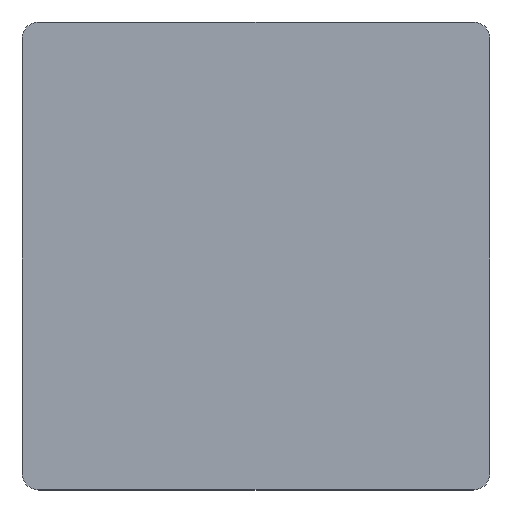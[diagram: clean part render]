
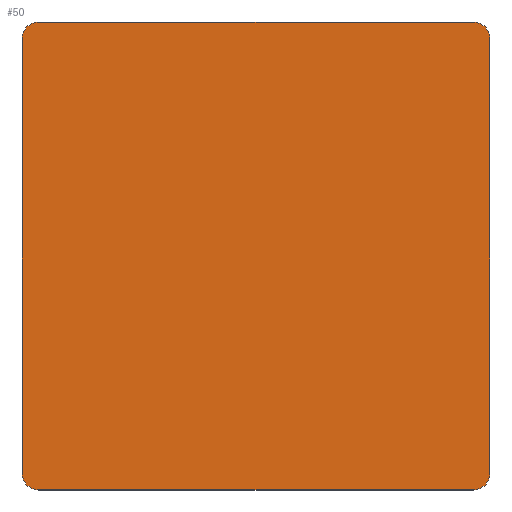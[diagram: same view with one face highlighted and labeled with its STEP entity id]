
A CAD part, top view. The second image highlights one B-rep face of the part: STEP entity #50.
In plain terms, the highlighted planar face has unit normal (0, 0, 1).
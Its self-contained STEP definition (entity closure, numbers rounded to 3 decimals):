
#16 = DIRECTION ( 'NONE',  ( 0., 1., 0. ) ) ;
#18 = VERTEX_POINT ( 'NONE', #210 ) ;
#20 = DIRECTION ( 'NONE',  ( 0., 0., 1. ) ) ;
#33 = DIRECTION ( 'NONE',  ( 0., 0., 1. ) ) ;
#38 = CARTESIAN_POINT ( 'NONE',  ( 28., 28., 7.5 ) ) ;
#50 = ADVANCED_FACE ( 'NONE', ( #148 ), #91, .T. ) ;
#52 = DIRECTION ( 'NONE',  ( 1., 0., 0. ) ) ;
#55 = ORIENTED_EDGE ( 'NONE', *, *, #121, .T. ) ;
#62 = LINE ( 'NONE', #310, #301 ) ;
#66 = CARTESIAN_POINT ( 'NONE',  ( 26., 26., 7.5 ) ) ;
#78 = EDGE_CURVE ( 'NONE', #350, #218, #374, .T. ) ;
#82 = ORIENTED_EDGE ( 'NONE', *, *, #297, .T. ) ;
#86 = ORIENTED_EDGE ( 'NONE', *, *, #78, .T. ) ;
#91 = PLANE ( 'NONE',  #237 ) ;
#92 = AXIS2_PLACEMENT_3D ( 'NONE', #194, #20, #256 ) ;
#98 = DIRECTION ( 'NONE',  ( 1., 0., 0. ) ) ;
#115 = VECTOR ( 'NONE', #16, 1000. ) ;
#121 = EDGE_CURVE ( 'NONE', #323, #305, #327, .T. ) ;
#127 = EDGE_CURVE ( 'NONE', #224, #323, #129, .T. ) ;
#129 = LINE ( 'NONE', #221, #238 ) ;
#139 = ORIENTED_EDGE ( 'NONE', *, *, #232, .T. ) ;
#145 = ORIENTED_EDGE ( 'NONE', *, *, #198, .T. ) ;
#148 = FACE_OUTER_BOUND ( 'NONE', #163, .T. ) ;
#155 = CARTESIAN_POINT ( 'NONE',  ( 26., 28., 7.5 ) ) ;
#163 = EDGE_LOOP ( 'NONE', ( #145, #86, #139, #291, #189, #82, #274, #55 ) ) ;
#169 = EDGE_CURVE ( 'NONE', #18, #230, #270, .T. ) ;
#184 = CARTESIAN_POINT ( 'NONE',  ( -26., -28., 7.5 ) ) ;
#185 = DIRECTION ( 'NONE',  ( -1., 0., 0. ) ) ;
#189 = ORIENTED_EDGE ( 'NONE', *, *, #169, .T. ) ;
#190 = DIRECTION ( 'NONE',  ( 1., 0., 0. ) ) ;
#194 = CARTESIAN_POINT ( 'NONE',  ( -26., -26., 7.5 ) ) ;
#196 = VECTOR ( 'NONE', #336, 1000. ) ;
#197 = DIRECTION ( 'NONE',  ( 0., 0., 1. ) ) ;
#198 = EDGE_CURVE ( 'NONE', #305, #350, #278, .T. ) ;
#202 = CIRCLE ( 'NONE', #92, 2. ) ;
#210 = CARTESIAN_POINT ( 'NONE',  ( -28., 26., 7.5 ) ) ;
#218 = VERTEX_POINT ( 'NONE', #155 ) ;
#221 = CARTESIAN_POINT ( 'NONE',  ( -28., -28., 7.5 ) ) ;
#224 = VERTEX_POINT ( 'NONE', #184 ) ;
#230 = VERTEX_POINT ( 'NONE', #250 ) ;
#231 = CARTESIAN_POINT ( 'NONE',  ( 28., -26., 7.5 ) ) ;
#232 = EDGE_CURVE ( 'NONE', #218, #239, #62, .T. ) ;
#237 = AXIS2_PLACEMENT_3D ( 'NONE', #244, #33, #303 ) ;
#238 = VECTOR ( 'NONE', #313, 1000. ) ;
#239 = VERTEX_POINT ( 'NONE', #315 ) ;
#244 = CARTESIAN_POINT ( 'NONE',  ( -28., 28., 7.5 ) ) ;
#250 = CARTESIAN_POINT ( 'NONE',  ( -28., -26., 7.5 ) ) ;
#251 = CARTESIAN_POINT ( 'NONE',  ( -28., 28., 7.5 ) ) ;
#255 = DIRECTION ( 'NONE',  ( 0., 0., 1. ) ) ;
#256 = DIRECTION ( 'NONE',  ( 1., 0., 0. ) ) ;
#262 = AXIS2_PLACEMENT_3D ( 'NONE', #66, #277, #98 ) ;
#265 = AXIS2_PLACEMENT_3D ( 'NONE', #375, #197, #52 ) ;
#270 = LINE ( 'NONE', #251, #196 ) ;
#274 = ORIENTED_EDGE ( 'NONE', *, *, #127, .T. ) ;
#277 = DIRECTION ( 'NONE',  ( 0., 0., 1. ) ) ;
#278 = LINE ( 'NONE', #38, #115 ) ;
#288 = CARTESIAN_POINT ( 'NONE',  ( 26., -26., 7.5 ) ) ;
#291 = ORIENTED_EDGE ( 'NONE', *, *, #366, .T. ) ;
#297 = EDGE_CURVE ( 'NONE', #230, #224, #202, .T. ) ;
#301 = VECTOR ( 'NONE', #185, 1000. ) ;
#303 = DIRECTION ( 'NONE',  ( 1., 0., 0. ) ) ;
#305 = VERTEX_POINT ( 'NONE', #231 ) ;
#310 = CARTESIAN_POINT ( 'NONE',  ( -28., 28., 7.5 ) ) ;
#313 = DIRECTION ( 'NONE',  ( 1., 0., 0. ) ) ;
#315 = CARTESIAN_POINT ( 'NONE',  ( -26., 28., 7.5 ) ) ;
#322 = CARTESIAN_POINT ( 'NONE',  ( 28., 26., 7.5 ) ) ;
#323 = VERTEX_POINT ( 'NONE', #326 ) ;
#324 = AXIS2_PLACEMENT_3D ( 'NONE', #288, #255, #190 ) ;
#326 = CARTESIAN_POINT ( 'NONE',  ( 26., -28., 7.5 ) ) ;
#327 = CIRCLE ( 'NONE', #324, 2. ) ;
#336 = DIRECTION ( 'NONE',  ( 0., -1., 0. ) ) ;
#348 = CIRCLE ( 'NONE', #265, 2. ) ;
#350 = VERTEX_POINT ( 'NONE', #322 ) ;
#366 = EDGE_CURVE ( 'NONE', #239, #18, #348, .T. ) ;
#374 = CIRCLE ( 'NONE', #262, 2. ) ;
#375 = CARTESIAN_POINT ( 'NONE',  ( -26., 26., 7.5 ) ) ;
